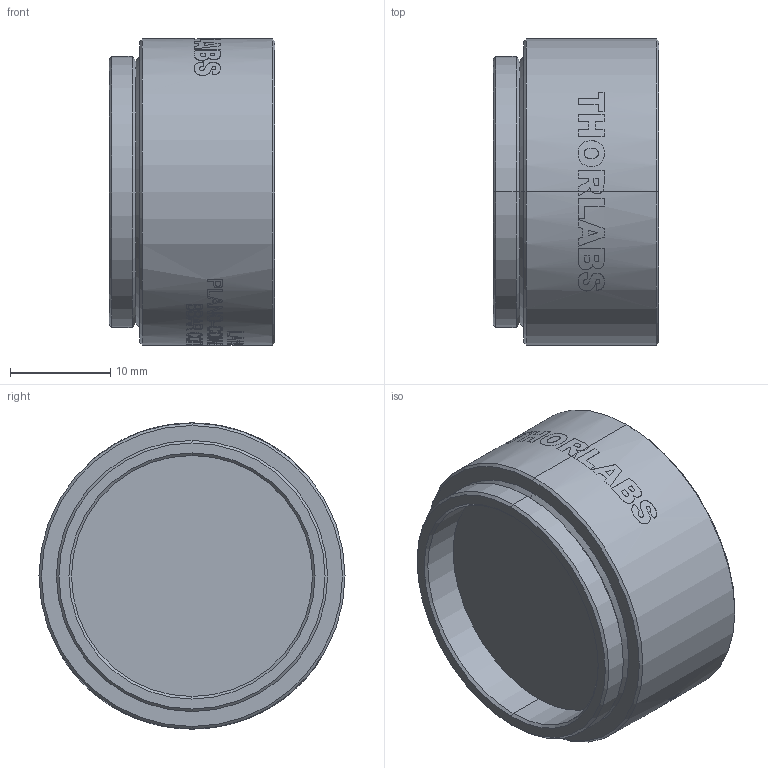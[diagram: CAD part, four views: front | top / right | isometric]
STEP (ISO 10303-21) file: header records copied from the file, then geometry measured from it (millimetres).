
FILE_DESCRIPTION (( 'STEP AP214' ), '1' );
FILE_NAME ('24415-999.STEP', '2021-11-24T18:11:56', ( '' ), ( '' ), 'SwSTEP 2.0', 'SolidWorks 2018', '' );
FILE_SCHEMA (( 'AUTOMOTIVE_DESIGN' ));
Length unit declared in the file: millimetre
Products named in the file (1): 24415-999
Bounding box: 16.51 x 30.48 x 30.48 mm (x, y, z)
Volume: 7467.9 mm3; surface area: 5374.5 mm2
Topology: 3 solids, 3 shells, 861 faces, 2291 edges, 1521 vertices
Faces by surface type: bspline 388, plane 339, cylinder 106, cone 26, sphere 2
Entity records: 67097 total; most frequent: CARTESIAN_POINT 39396, ORIENTED_EDGE 4582, DIRECTION 2383, EDGE_CURVE 2291, VERTEX_POINT 1521, B_SPLINE_CURVE_WITH_KNOTS 1289, EDGE_LOOP 950, AXIS2_PLACEMENT_3D 907
